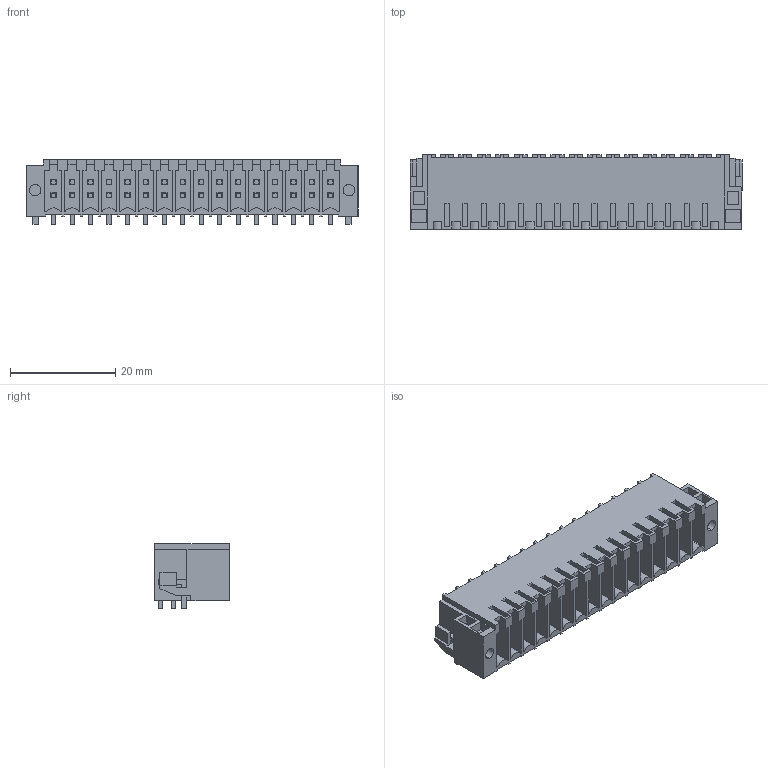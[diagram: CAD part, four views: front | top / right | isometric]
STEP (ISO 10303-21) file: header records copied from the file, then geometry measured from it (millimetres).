
FILE_DESCRIPTION(('CATIA V5 STEP Exchange','CAx-IF Rec.Pracs.--- Model Styling and Organization---1.4--- 2014-01-23'),'2;1');
FILE_NAME ('D1450686_1', '2021-06-30T09:22:59+00:00', ('none'), ('Weidmueller'), 'CATIA Version 5-6 Release 2016 SP3 HF44', 'CATIA V5 STEP AP214', 'none');
FILE_SCHEMA(('AUTOMOTIVE_DESIGN { 1 0 10303 214 1 1 1 1 }'));
Length unit declared in the file: millimetre
Products named in the file (1): 1290000000
Bounding box: 63 x 14.2 x 12.3 mm (x, y, z)
Volume: 4886.4 mm3; surface area: 10487.6 mm2
Topology: 35 solids, 35 shells, 1268 faces, 3560 edges, 2395 vertices
Faces by surface type: plane 1232, cylinder 36
Entity records: 36753 total; most frequent: ORIENTED_EDGE 7120, CARTESIAN_POINT 6721, DIRECTION 4627, EDGE_CURVE 3560, VECTOR 3486, LINE 3486, VERTEX_POINT 2395, EDGE_LOOP 1369
